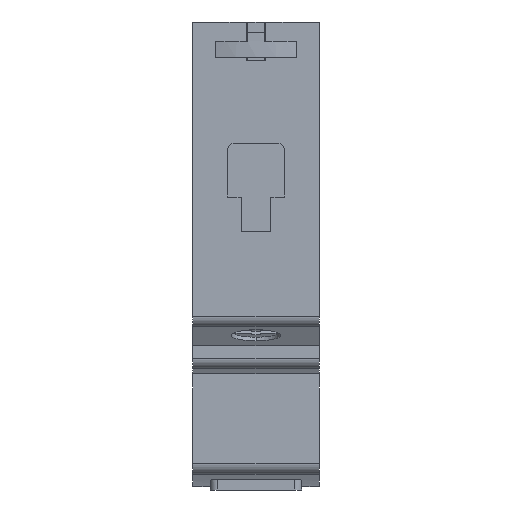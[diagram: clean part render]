
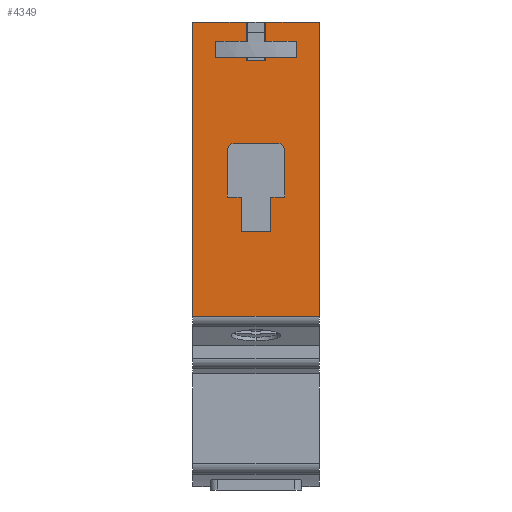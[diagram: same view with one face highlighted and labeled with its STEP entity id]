
A CAD part, front view. The second image highlights one B-rep face of the part: STEP entity #4349.
In plain terms, the highlighted planar face has unit normal (0, -1, 0).
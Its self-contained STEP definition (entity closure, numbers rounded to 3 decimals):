
#20 = VECTOR ( 'NONE', #4517, 1000. ) ;
#102 = CIRCLE ( 'NONE', #2696, 1. ) ;
#159 = FACE_OUTER_BOUND ( 'NONE', #2971, .T. ) ;
#189 = LINE ( 'NONE', #5051, #1580 ) ;
#267 = CARTESIAN_POINT ( 'NONE',  ( 2.1, -39., 3.736 ) ) ;
#400 = ORIENTED_EDGE ( 'NONE', *, *, #5312, .T. ) ;
#427 = EDGE_CURVE ( 'NONE', #2624, #6447, #2727, .T. ) ;
#438 = LINE ( 'NONE', #2934, #5885 ) ;
#541 = ORIENTED_EDGE ( 'NONE', *, *, #6379, .T. ) ;
#544 = ORIENTED_EDGE ( 'NONE', *, *, #2948, .T. ) ;
#569 = VECTOR ( 'NONE', #2510, 1000. ) ;
#670 = CARTESIAN_POINT ( 'NONE',  ( 9., -39., -9.495 ) ) ;
#721 = ORIENTED_EDGE ( 'NONE', *, *, #5803, .T. ) ;
#726 = DIRECTION ( 'NONE',  ( -1., 0., 0. ) ) ;
#751 = LINE ( 'NONE', #5123, #4807 ) ;
#763 = DIRECTION ( 'NONE',  ( 0., 1., 0. ) ) ;
#782 = VECTOR ( 'NONE', #4341, 1000. ) ;
#837 = LINE ( 'NONE', #4567, #6421 ) ;
#922 = CARTESIAN_POINT ( 'NONE',  ( -1.4, -39., 28.005 ) ) ;
#940 = EDGE_CURVE ( 'NONE', #3891, #2220, #837, .T. ) ;
#942 = LINE ( 'NONE', #1157, #782 ) ;
#1035 = VERTEX_POINT ( 'NONE', #6699 ) ;
#1055 = ORIENTED_EDGE ( 'NONE', *, *, #3507, .T. ) ;
#1157 = CARTESIAN_POINT ( 'NONE',  ( -2.1, -39., 3.736 ) ) ;
#1178 = VECTOR ( 'NONE', #4777, 1000. ) ;
#1218 = ORIENTED_EDGE ( 'NONE', *, *, #3109, .T. ) ;
#1348 = LINE ( 'NONE', #670, #2748 ) ;
#1356 = LINE ( 'NONE', #4748, #2609 ) ;
#1372 = DIRECTION ( 'NONE',  ( 1., 0., 0. ) ) ;
#1404 = DIRECTION ( 'NONE',  ( 0., 0., -1. ) ) ;
#1472 = CARTESIAN_POINT ( 'NONE',  ( 3.075, -39., 16.236 ) ) ;
#1532 = VERTEX_POINT ( 'NONE', #5350 ) ;
#1562 = CARTESIAN_POINT ( 'NONE',  ( -3.075, -39., 16.236 ) ) ;
#1576 = PLANE ( 'NONE',  #2361 ) ;
#1579 = EDGE_CURVE ( 'NONE', #4637, #2302, #2189, .T. ) ;
#1580 = VECTOR ( 'NONE', #5578, 1000. ) ;
#1655 = DIRECTION ( 'NONE',  ( 0., 0., 1. ) ) ;
#1689 = CARTESIAN_POINT ( 'NONE',  ( -4.075, -39., 15.236 ) ) ;
#1704 = DIRECTION ( 'NONE',  ( -1., 0., 0. ) ) ;
#1826 = LINE ( 'NONE', #1963, #569 ) ;
#1963 = CARTESIAN_POINT ( 'NONE',  ( -9., -39., 33.505 ) ) ;
#2029 = VECTOR ( 'NONE', #1655, 1000. ) ;
#2080 = LINE ( 'NONE', #6434, #4418 ) ;
#2189 = LINE ( 'NONE', #3239, #2029 ) ;
#2220 = VERTEX_POINT ( 'NONE', #3945 ) ;
#2302 = VERTEX_POINT ( 'NONE', #2428 ) ;
#2325 = CARTESIAN_POINT ( 'NONE',  ( 4.075, -39., 8.636 ) ) ;
#2361 = AXIS2_PLACEMENT_3D ( 'NONE', #4248, #6328, #3179 ) ;
#2428 = CARTESIAN_POINT ( 'NONE',  ( 1.4, -39., 33.505 ) ) ;
#2430 = DIRECTION ( 'NONE',  ( 0., 0., -1. ) ) ;
#2440 = LINE ( 'NONE', #3917, #3233 ) ;
#2443 = LINE ( 'NONE', #3198, #1178 ) ;
#2510 = DIRECTION ( 'NONE',  ( 1., 0., 0. ) ) ;
#2580 = CARTESIAN_POINT ( 'NONE',  ( 9., -39., -8.302 ) ) ;
#2609 = VECTOR ( 'NONE', #5280, 1000. ) ;
#2616 = EDGE_CURVE ( 'NONE', #5838, #1532, #1356, .T. ) ;
#2624 = VERTEX_POINT ( 'NONE', #1562 ) ;
#2638 = EDGE_CURVE ( 'NONE', #5697, #4471, #2443, .T. ) ;
#2666 = VECTOR ( 'NONE', #6514, 1000. ) ;
#2696 = AXIS2_PLACEMENT_3D ( 'NONE', #5917, #2759, #6435 ) ;
#2727 = LINE ( 'NONE', #5832, #5722 ) ;
#2748 = VECTOR ( 'NONE', #3319, 1000. ) ;
#2759 = DIRECTION ( 'NONE',  ( 0., 1., 0. ) ) ;
#2832 = LINE ( 'NONE', #5993, #2666 ) ;
#2845 = ORIENTED_EDGE ( 'NONE', *, *, #6731, .T. ) ;
#2874 = ORIENTED_EDGE ( 'NONE', *, *, #5077, .T. ) ;
#2934 = CARTESIAN_POINT ( 'NONE',  ( -9., -39., -9.495 ) ) ;
#2948 = EDGE_CURVE ( 'NONE', #3891, #4288, #438, .T. ) ;
#2971 = EDGE_LOOP ( 'NONE', ( #6171, #1218, #721, #6102, #544, #6002, #5625, #5653 ) ) ;
#3034 = EDGE_CURVE ( 'NONE', #6401, #4859, #1348, .T. ) ;
#3046 = CARTESIAN_POINT ( 'NONE',  ( -2.1, -39., 3.736 ) ) ;
#3105 = AXIS2_PLACEMENT_3D ( 'NONE', #3956, #763, #4486 ) ;
#3109 = EDGE_CURVE ( 'NONE', #4637, #4783, #2440, .T. ) ;
#3179 = DIRECTION ( 'NONE',  ( 0., 0., -1. ) ) ;
#3198 = CARTESIAN_POINT ( 'NONE',  ( -4.075, -39., 8.636 ) ) ;
#3233 = VECTOR ( 'NONE', #726, 1000. ) ;
#3239 = CARTESIAN_POINT ( 'NONE',  ( 1.4, -39., 4.168 ) ) ;
#3319 = DIRECTION ( 'NONE',  ( 0., 0., -1. ) ) ;
#3320 = CARTESIAN_POINT ( 'NONE',  ( -2.1, -39., 8.636 ) ) ;
#3340 = EDGE_CURVE ( 'NONE', #1035, #5609, #4408, .T. ) ;
#3507 = EDGE_CURVE ( 'NONE', #6447, #4351, #6527, .T. ) ;
#3727 = CARTESIAN_POINT ( 'NONE',  ( 4.075, -39., 15.236 ) ) ;
#3762 = CARTESIAN_POINT ( 'NONE',  ( -2.1, -39., 3.736 ) ) ;
#3891 = VERTEX_POINT ( 'NONE', #5902 ) ;
#3917 = CARTESIAN_POINT ( 'NONE',  ( -1.4, -39., 28.005 ) ) ;
#3945 = CARTESIAN_POINT ( 'NONE',  ( -1.4, -39., 33.505 ) ) ;
#3956 = CARTESIAN_POINT ( 'NONE',  ( 3.075, -39., 15.236 ) ) ;
#4248 = CARTESIAN_POINT ( 'NONE',  ( -9., -39., -9.495 ) ) ;
#4288 = VERTEX_POINT ( 'NONE', #6792 ) ;
#4341 = DIRECTION ( 'NONE',  ( 0., 0., 1. ) ) ;
#4349 = ADVANCED_FACE ( 'NONE', ( #159, #5463 ), #1576, .T. ) ;
#4351 = VERTEX_POINT ( 'NONE', #3727 ) ;
#4408 = LINE ( 'NONE', #3046, #4578 ) ;
#4418 = VECTOR ( 'NONE', #1704, 1000. ) ;
#4471 = VERTEX_POINT ( 'NONE', #1689 ) ;
#4486 = DIRECTION ( 'NONE',  ( 0., 0., 1. ) ) ;
#4517 = DIRECTION ( 'NONE',  ( 0., 0., -1. ) ) ;
#4552 = ORIENTED_EDGE ( 'NONE', *, *, #2616, .T. ) ;
#4567 = CARTESIAN_POINT ( 'NONE',  ( -9., -39., 33.505 ) ) ;
#4578 = VECTOR ( 'NONE', #6719, 1000. ) ;
#4621 = ORIENTED_EDGE ( 'NONE', *, *, #427, .T. ) ;
#4637 = VERTEX_POINT ( 'NONE', #5561 ) ;
#4748 = CARTESIAN_POINT ( 'NONE',  ( 2.1, -39., 8.636 ) ) ;
#4777 = DIRECTION ( 'NONE',  ( 0., 0., 1. ) ) ;
#4783 = VERTEX_POINT ( 'NONE', #922 ) ;
#4807 = VECTOR ( 'NONE', #1404, 1000. ) ;
#4859 = VERTEX_POINT ( 'NONE', #2580 ) ;
#5051 = CARTESIAN_POINT ( 'NONE',  ( -9., -39., -8.302 ) ) ;
#5077 = EDGE_CURVE ( 'NONE', #4471, #2624, #102, .T. ) ;
#5123 = CARTESIAN_POINT ( 'NONE',  ( 4.075, -39., 8.636 ) ) ;
#5127 = VERTEX_POINT ( 'NONE', #3320 ) ;
#5280 = DIRECTION ( 'NONE',  ( -1., 0., 0. ) ) ;
#5289 = EDGE_CURVE ( 'NONE', #4288, #4859, #189, .T. ) ;
#5312 = EDGE_CURVE ( 'NONE', #1532, #1035, #5807, .T. ) ;
#5350 = CARTESIAN_POINT ( 'NONE',  ( 2.1, -39., 8.636 ) ) ;
#5394 = CARTESIAN_POINT ( 'NONE',  ( -4.075, -39., 8.636 ) ) ;
#5463 = FACE_BOUND ( 'NONE', #5682, .T. ) ;
#5561 = CARTESIAN_POINT ( 'NONE',  ( 1.4, -39., 28.005 ) ) ;
#5578 = DIRECTION ( 'NONE',  ( 1., 0., 0. ) ) ;
#5599 = DIRECTION ( 'NONE',  ( 1., 0., 0. ) ) ;
#5609 = VERTEX_POINT ( 'NONE', #3762 ) ;
#5625 = ORIENTED_EDGE ( 'NONE', *, *, #3034, .F. ) ;
#5631 = ORIENTED_EDGE ( 'NONE', *, *, #3340, .T. ) ;
#5653 = ORIENTED_EDGE ( 'NONE', *, *, #6405, .F. ) ;
#5666 = CARTESIAN_POINT ( 'NONE',  ( 9., -39., 33.505 ) ) ;
#5682 = EDGE_LOOP ( 'NONE', ( #5631, #2845, #5899, #6395, #2874, #4621, #1055, #541, #4552, #400 ) ) ;
#5697 = VERTEX_POINT ( 'NONE', #5394 ) ;
#5722 = VECTOR ( 'NONE', #5599, 1000. ) ;
#5737 = EDGE_CURVE ( 'NONE', #5127, #5697, #2080, .T. ) ;
#5803 = EDGE_CURVE ( 'NONE', #4783, #2220, #2832, .T. ) ;
#5807 = LINE ( 'NONE', #267, #20 ) ;
#5832 = CARTESIAN_POINT ( 'NONE',  ( -3.075, -39., 16.236 ) ) ;
#5838 = VERTEX_POINT ( 'NONE', #2325 ) ;
#5885 = VECTOR ( 'NONE', #2430, 1000. ) ;
#5899 = ORIENTED_EDGE ( 'NONE', *, *, #5737, .T. ) ;
#5902 = CARTESIAN_POINT ( 'NONE',  ( -9., -39., 33.505 ) ) ;
#5917 = CARTESIAN_POINT ( 'NONE',  ( -3.075, -39., 15.236 ) ) ;
#5993 = CARTESIAN_POINT ( 'NONE',  ( -1.4, -39., 4.168 ) ) ;
#6002 = ORIENTED_EDGE ( 'NONE', *, *, #5289, .T. ) ;
#6102 = ORIENTED_EDGE ( 'NONE', *, *, #940, .F. ) ;
#6171 = ORIENTED_EDGE ( 'NONE', *, *, #1579, .F. ) ;
#6328 = DIRECTION ( 'NONE',  ( 0., -1., 0. ) ) ;
#6379 = EDGE_CURVE ( 'NONE', #4351, #5838, #751, .T. ) ;
#6395 = ORIENTED_EDGE ( 'NONE', *, *, #2638, .T. ) ;
#6401 = VERTEX_POINT ( 'NONE', #5666 ) ;
#6405 = EDGE_CURVE ( 'NONE', #2302, #6401, #1826, .T. ) ;
#6421 = VECTOR ( 'NONE', #1372, 1000. ) ;
#6434 = CARTESIAN_POINT ( 'NONE',  ( -4.075, -39., 8.636 ) ) ;
#6435 = DIRECTION ( 'NONE',  ( 0., 0., 1. ) ) ;
#6447 = VERTEX_POINT ( 'NONE', #1472 ) ;
#6514 = DIRECTION ( 'NONE',  ( 0., 0., 1. ) ) ;
#6527 = CIRCLE ( 'NONE', #3105, 1. ) ;
#6699 = CARTESIAN_POINT ( 'NONE',  ( 2.1, -39., 3.736 ) ) ;
#6719 = DIRECTION ( 'NONE',  ( -1., 0., 0. ) ) ;
#6731 = EDGE_CURVE ( 'NONE', #5609, #5127, #942, .T. ) ;
#6792 = CARTESIAN_POINT ( 'NONE',  ( -9., -39., -8.302 ) ) ;
